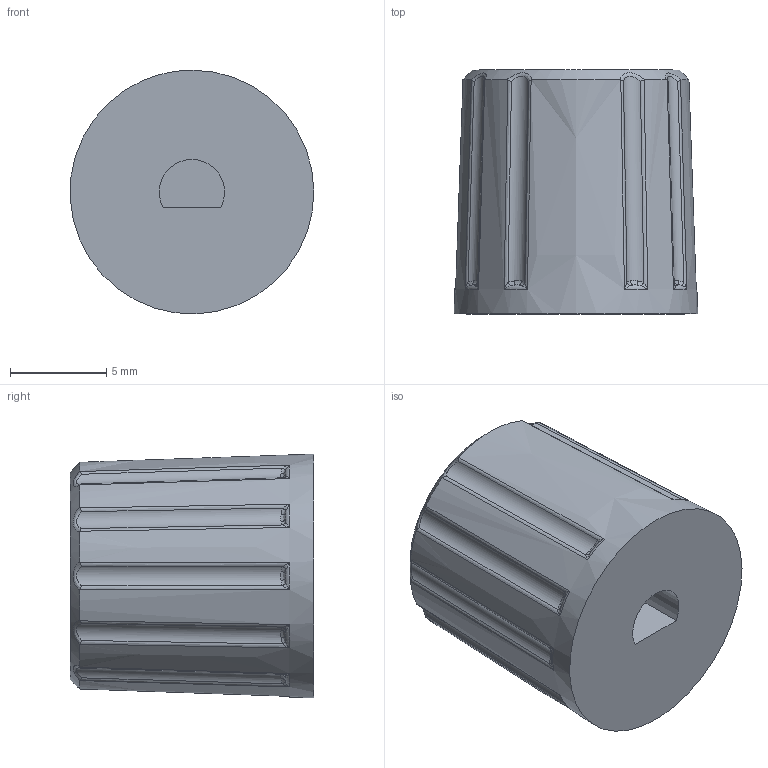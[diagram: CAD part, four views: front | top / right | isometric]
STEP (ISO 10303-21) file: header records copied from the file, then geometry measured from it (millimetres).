
FILE_DESCRIPTION(/* description */ (''),/* implementation_level */ '2;1');
FILE_NAME(/* name */ '2_Upper Instrument Panel/DLP/DDI MS21382-0XNX v1.step',/* time_stamp */ '2019-12-05T10:57:11+01:00',/* author */ ('Balz Reber'),/* organization */ ('OpenHornet'),/* preprocessor_version */ 'ST-DEVELOPER v18',/* originating_system */ 'Autodesk Translation Framework v8.12.0.6',/* authorisation */ '');
FILE_SCHEMA (('AUTOMOTIVE_DESIGN { 1 0 10303 214 3 1 1 }'));
Length unit declared in the file: millimetre
Products named in the file (1): DDI MS21382-0XNX
Bounding box: 12.69 x 12.7 x 12.7 mm (x, y, z)
Volume: 1395.3 mm3; surface area: 827.4 mm2
Topology: 1 solids, 1 shells, 119 faces, 352 edges, 214 vertices
Faces by surface type: bspline 88, cylinder 12, torus 11, plane 6, cone 2
Entity records: 8921 total; most frequent: CARTESIAN_POINT 6593, ORIENTED_EDGE 660, EDGE_CURVE 330, B_SPLINE_CURVE_WITH_KNOTS 236, DIRECTION 234, VERTEX_POINT 214, EDGE_LOOP 120, FACE_OUTER_BOUND 119
